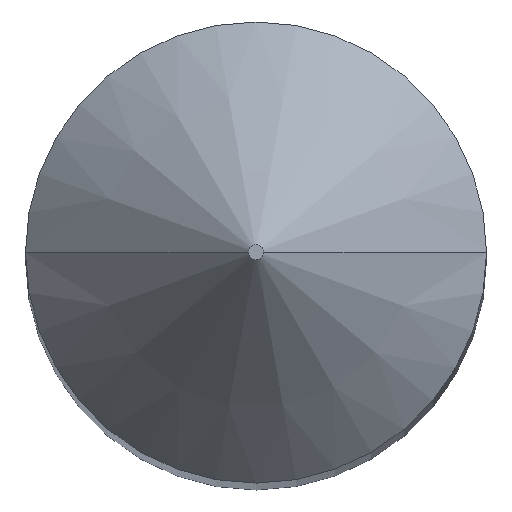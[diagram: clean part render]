
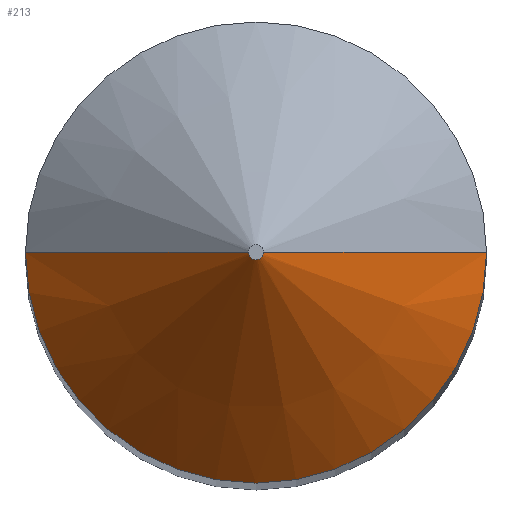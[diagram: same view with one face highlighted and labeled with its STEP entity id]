
A CAD part, top view. The second image highlights one B-rep face of the part: STEP entity #213.
In plain terms, the highlighted conical face has half-angle 45 degrees and reference radius 0.1 mm.
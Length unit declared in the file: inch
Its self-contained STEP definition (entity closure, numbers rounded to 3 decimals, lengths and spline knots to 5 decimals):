
#3 = EDGE_CURVE ( 'NONE', #235, #50, #222, .T. ) ;
#21 = CARTESIAN_POINT ( 'NONE',  ( 0.11811, 0., 2.12992 ) ) ;
#27 = ORIENTED_EDGE ( 'NONE', *, *, #117, .T. ) ;
#34 = DIRECTION ( 'NONE',  ( -0.707, 0., -0.707 ) ) ;
#44 = VECTOR ( 'NONE', #34, 39.37008 ) ;
#50 = VERTEX_POINT ( 'NONE', #83 ) ;
#57 = ORIENTED_EDGE ( 'NONE', *, *, #127, .F. ) ;
#63 = FACE_OUTER_BOUND ( 'NONE', #178, .T. ) ;
#67 = ORIENTED_EDGE ( 'NONE', *, *, #220, .F. ) ;
#70 = CARTESIAN_POINT ( 'NONE',  ( 0.00394, 0., 2.24409 ) ) ;
#73 = DIRECTION ( 'NONE',  ( -1., 0., 0. ) ) ;
#78 = CARTESIAN_POINT ( 'NONE',  ( 0., 0., 2.12992 ) ) ;
#82 = LINE ( 'NONE', #159, #44 ) ;
#83 = CARTESIAN_POINT ( 'NONE',  ( -0.00394, 0., 2.24409 ) ) ;
#93 = AXIS2_PLACEMENT_3D ( 'NONE', #163, #118, #145 ) ;
#107 = AXIS2_PLACEMENT_3D ( 'NONE', #78, #190, #73 ) ;
#115 = CARTESIAN_POINT ( 'NONE',  ( 0.00394, 0., 2.24409 ) ) ;
#117 = EDGE_CURVE ( 'NONE', #50, #121, #82, .T. ) ;
#118 = DIRECTION ( 'NONE',  ( 0., 0., -1. ) ) ;
#119 = CONICAL_SURFACE ( 'NONE', #152, 0.00394, 0.785 ) ;
#121 = VERTEX_POINT ( 'NONE', #225 ) ;
#127 = EDGE_CURVE ( 'NONE', #162, #121, #248, .T. ) ;
#136 = DIRECTION ( 'NONE',  ( 0.707, 0., -0.707 ) ) ;
#145 = DIRECTION ( 'NONE',  ( -1., 0., 0. ) ) ;
#146 = ORIENTED_EDGE ( 'NONE', *, *, #3, .T. ) ;
#152 = AXIS2_PLACEMENT_3D ( 'NONE', #249, #231, #244 ) ;
#159 = CARTESIAN_POINT ( 'NONE',  ( -0.00394, 0., 2.24409 ) ) ;
#162 = VERTEX_POINT ( 'NONE', #21 ) ;
#163 = CARTESIAN_POINT ( 'NONE',  ( 0., 0., 2.24409 ) ) ;
#174 = LINE ( 'NONE', #115, #228 ) ;
#178 = EDGE_LOOP ( 'NONE', ( #146, #27, #57, #67 ) ) ;
#190 = DIRECTION ( 'NONE',  ( 0., 0., -1. ) ) ;
#213 = ADVANCED_FACE ( 'NONE', ( #63 ), #119, .T. ) ;
#220 = EDGE_CURVE ( 'NONE', #235, #162, #174, .T. ) ;
#222 = CIRCLE ( 'NONE', #93, 0.00394 ) ;
#225 = CARTESIAN_POINT ( 'NONE',  ( -0.11811, 0., 2.12992 ) ) ;
#228 = VECTOR ( 'NONE', #136, 39.37008 ) ;
#231 = DIRECTION ( 'NONE',  ( 0., 0., -1. ) ) ;
#235 = VERTEX_POINT ( 'NONE', #70 ) ;
#244 = DIRECTION ( 'NONE',  ( 1., 0., 0. ) ) ;
#248 = CIRCLE ( 'NONE', #107, 0.11811 ) ;
#249 = CARTESIAN_POINT ( 'NONE',  ( 0., 0., 2.24409 ) ) ;
